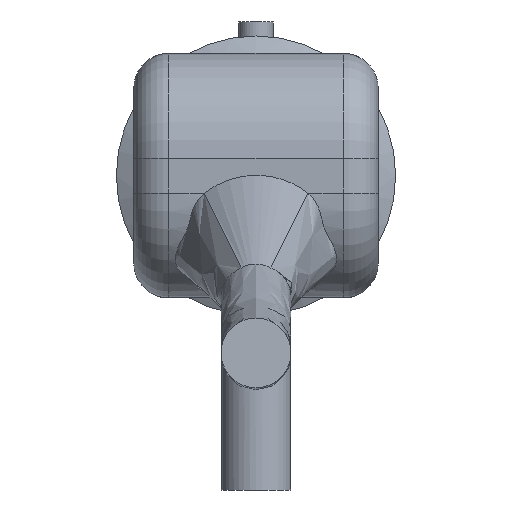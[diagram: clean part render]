
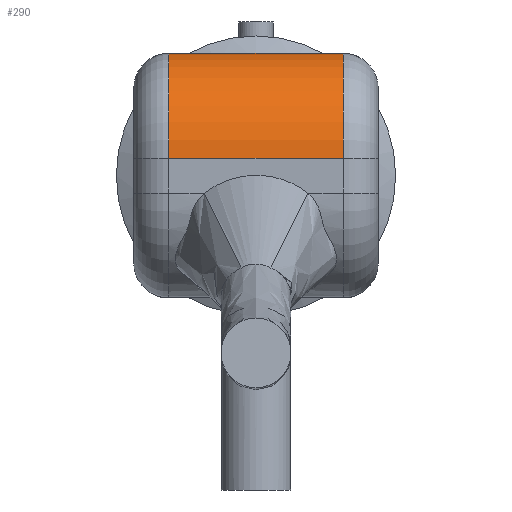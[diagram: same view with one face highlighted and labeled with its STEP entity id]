
A CAD part, front view. The second image highlights one B-rep face of the part: STEP entity #290.
In plain terms, the highlighted cylindrical face has radius 15 mm (diameter 30 mm), a partial arc.
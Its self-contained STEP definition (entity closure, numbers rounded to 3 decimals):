
#76=LINE('',#2716,#101);
#83=LINE('',#2749,#108);
#101=VECTOR('',#1439,1.);
#108=VECTOR('',#1448,1.);
#144=FACE_OUTER_BOUND('',#562,.T.);
#205=CYLINDRICAL_SURFACE('',#1202,15.);
#290=ADVANCED_FACE('',(#144),#205,.T.);
#562=EDGE_LOOP('',(#736,#737,#738,#739));
#736=ORIENTED_EDGE('',*,*,#1001,.F.);
#737=ORIENTED_EDGE('',*,*,#1010,.T.);
#738=ORIENTED_EDGE('',*,*,#993,.F.);
#739=ORIENTED_EDGE('',*,*,#1011,.T.);
#903=VERTEX_POINT('',#2717);
#904=VERTEX_POINT('',#2718);
#911=VERTEX_POINT('',#2748);
#912=VERTEX_POINT('',#2750);
#993=EDGE_CURVE('',#903,#904,#76,.T.);
#1001=EDGE_CURVE('',#911,#912,#83,.T.);
#1010=EDGE_CURVE('',#911,#904,#1082,.T.);
#1011=EDGE_CURVE('',#903,#912,#1083,.T.);
#1082=CIRCLE('',#1200,15.);
#1083=CIRCLE('',#1201,15.);
#1200=AXIS2_PLACEMENT_3D('',#2893,#1464,#1465);
#1201=AXIS2_PLACEMENT_3D('',#2894,#1466,#1467);
#1202=AXIS2_PLACEMENT_3D('',#2895,#1468,#1469);
#1439=DIRECTION('',(1.,0.,0.));
#1448=DIRECTION('',(-1.,0.,0.));
#1464=DIRECTION('',(-1.,0.,0.));
#1465=DIRECTION('',(0.,0.,1.));
#1466=DIRECTION('',(1.,0.,0.));
#1467=DIRECTION('',(0.,0.,-1.));
#1468=DIRECTION('',(1.,0.,0.));
#1469=DIRECTION('',(0.,0.,-1.));
#2716=CARTESIAN_POINT('',(17.5,-85.,17.5));
#2717=CARTESIAN_POINT('',(-12.5,-85.,17.5));
#2718=CARTESIAN_POINT('',(12.5,-85.,17.5));
#2748=CARTESIAN_POINT('',(12.5,-100.,2.5));
#2749=CARTESIAN_POINT('',(-17.5,-100.,2.5));
#2750=CARTESIAN_POINT('',(-12.5,-100.,2.5));
#2893=CARTESIAN_POINT('',(12.5,-85.,2.5));
#2894=CARTESIAN_POINT('',(-12.5,-85.,2.5));
#2895=CARTESIAN_POINT('',(0.,-85.,2.5));
